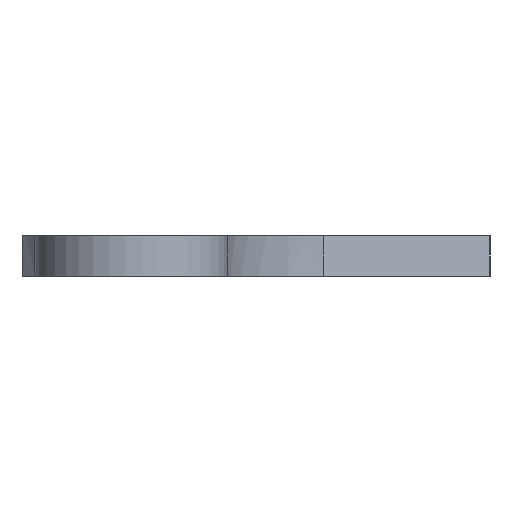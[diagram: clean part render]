
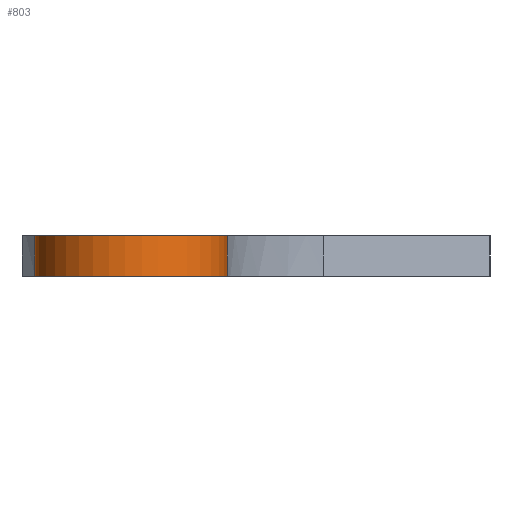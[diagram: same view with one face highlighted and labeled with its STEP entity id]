
A CAD part, left-side view. The second image highlights one B-rep face of the part: STEP entity #803.
In plain terms, the highlighted cylindrical face has radius 15 mm (diameter 30 mm), a partial arc.
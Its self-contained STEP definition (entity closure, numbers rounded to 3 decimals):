
#18=CYLINDRICAL_SURFACE('',#868,15.);
#65=CIRCLE('',#833,15.);
#73=CIRCLE('',#851,15.);
#112=FACE_OUTER_BOUND('',#167,.T.);
#167=EDGE_LOOP('',(#708,#709,#710,#711));
#212=LINE('',#1350,#274);
#220=LINE('',#1894,#282);
#274=VECTOR('',#952,10.);
#282=VECTOR('',#962,10.);
#343=VERTEX_POINT('',#1113);
#344=VERTEX_POINT('',#1129);
#380=VERTEX_POINT('',#1349);
#387=VERTEX_POINT('',#1807);
#422=EDGE_CURVE('',#343,#344,#65,.T.);
#467=EDGE_CURVE('',#344,#380,#212,.T.);
#481=EDGE_CURVE('',#343,#387,#220,.T.);
#484=EDGE_CURVE('',#380,#387,#73,.T.);
#708=ORIENTED_EDGE('',*,*,#481,.T.);
#709=ORIENTED_EDGE('',*,*,#484,.F.);
#710=ORIENTED_EDGE('',*,*,#467,.F.);
#711=ORIENTED_EDGE('',*,*,#422,.F.);
#803=ADVANCED_FACE('',(#112),#18,.T.);
#833=AXIS2_PLACEMENT_3D('',#1130,#895,#896);
#851=AXIS2_PLACEMENT_3D('',#1902,#966,#967);
#868=AXIS2_PLACEMENT_3D('',#2299,#1015,#1016);
#895=DIRECTION('center_axis',(0.,0.,1.));
#896=DIRECTION('ref_axis',(1.,0.,0.));
#952=DIRECTION('',(0.,0.,-1.));
#962=DIRECTION('',(0.,0.,-1.));
#966=DIRECTION('center_axis',(0.,0.,-1.));
#967=DIRECTION('ref_axis',(1.,0.,0.));
#1015=DIRECTION('center_axis',(0.,0.,-1.));
#1016=DIRECTION('ref_axis',(-0.973,0.231,0.));
#1113=CARTESIAN_POINT('',(37.776,131.427,6.3));
#1129=CARTESIAN_POINT('',(31.171,103.646,6.3));
#1130=CARTESIAN_POINT('Origin',(30.,118.6,6.3));
#1349=CARTESIAN_POINT('',(31.171,103.646,0.));
#1350=CARTESIAN_POINT('',(31.171,103.646,6.3));
#1807=CARTESIAN_POINT('',(37.776,131.427,0.));
#1894=CARTESIAN_POINT('',(37.776,131.427,6.3));
#1902=CARTESIAN_POINT('Origin',(30.,118.6,0.));
#2299=CARTESIAN_POINT('Origin',(30.,118.6,6.3));
